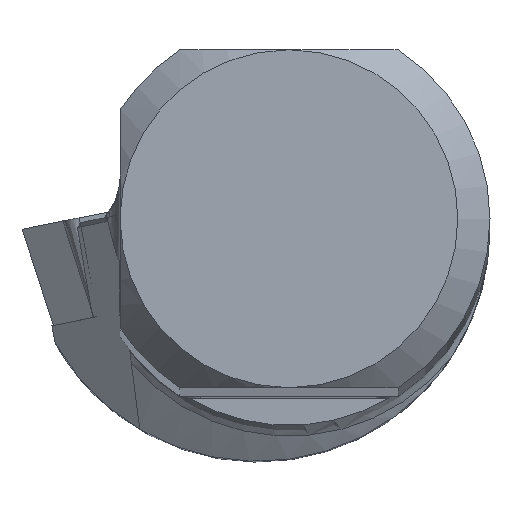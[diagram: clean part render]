
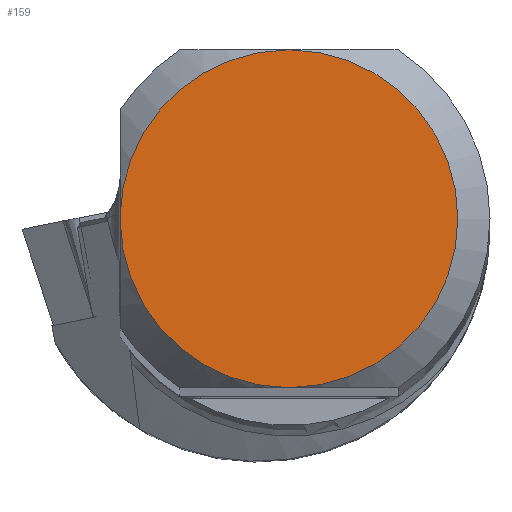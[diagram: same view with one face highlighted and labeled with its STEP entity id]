
A CAD part, top view. The second image highlights one B-rep face of the part: STEP entity #159.
In plain terms, the highlighted planar face has unit normal (0, 0, 1).
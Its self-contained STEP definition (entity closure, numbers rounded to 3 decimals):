
#104=CIRCLE('',#1099,4.001);
#107=CIRCLE('',#1104,4.001);
#108=CIRCLE('',#1106,4.001);
#159=ADVANCED_FACE('',(#247),#194,.F.);
#194=PLANE('',#1107);
#247=FACE_OUTER_BOUND('',#302,.T.);
#302=EDGE_LOOP('',(#600,#601,#602,#603,#604,#605));
#600=ORIENTED_EDGE('',*,*,#868,.F.);
#601=ORIENTED_EDGE('',*,*,#869,.T.);
#602=ORIENTED_EDGE('',*,*,#870,.F.);
#603=ORIENTED_EDGE('',*,*,#859,.T.);
#604=ORIENTED_EDGE('',*,*,#871,.F.);
#605=ORIENTED_EDGE('',*,*,#866,.T.);
#721=VERTEX_POINT('',#1931);
#722=VERTEX_POINT('',#1933);
#727=VERTEX_POINT('',#1955);
#728=VERTEX_POINT('',#1957);
#729=VERTEX_POINT('',#1967);
#730=VERTEX_POINT('',#1969);
#859=EDGE_CURVE('',#722,#721,#104,.T.);
#866=EDGE_CURVE('',#728,#727,#107,.T.);
#868=EDGE_CURVE('',#729,#727,#948,.T.);
#869=EDGE_CURVE('',#729,#730,#108,.T.);
#870=EDGE_CURVE('',#722,#730,#949,.T.);
#871=EDGE_CURVE('',#728,#721,#950,.T.);
#948=LINE('',#1966,#1023);
#949=LINE('',#1970,#1024);
#950=LINE('',#1971,#1025);
#1023=VECTOR('',#1333,1.);
#1024=VECTOR('',#1336,1.);
#1025=VECTOR('',#1337,1.);
#1099=AXIS2_PLACEMENT_3D('',#1932,#1317,#1318);
#1104=AXIS2_PLACEMENT_3D('',#1956,#1329,#1330);
#1106=AXIS2_PLACEMENT_3D('',#1968,#1334,#1335);
#1107=AXIS2_PLACEMENT_3D('',#1972,#1338,#1339);
#1317=DIRECTION('',(0.,0.,1.));
#1318=DIRECTION('',(1.,0.,0.));
#1329=DIRECTION('',(0.,0.,1.));
#1330=DIRECTION('',(1.,0.,0.));
#1333=DIRECTION('',(-1.,0.,0.));
#1334=DIRECTION('',(0.,0.,1.));
#1335=DIRECTION('',(1.,0.,0.));
#1336=DIRECTION('',(1.,0.,0.));
#1337=DIRECTION('',(0.,1.,0.));
#1338=DIRECTION('',(0.,0.,-1.));
#1339=DIRECTION('',(-1.,0.,0.));
#1931=CARTESIAN_POINT('',(-4.,0.063,116.8));
#1932=CARTESIAN_POINT('',(0.,0.,116.8));
#1933=CARTESIAN_POINT('',(-0.063,4.,116.8));
#1955=CARTESIAN_POINT('',(-0.063,-4.,116.8));
#1956=CARTESIAN_POINT('',(0.,0.,116.8));
#1957=CARTESIAN_POINT('',(-4.,-0.063,116.8));
#1966=CARTESIAN_POINT('',(11.1,-4.,116.8));
#1967=CARTESIAN_POINT('',(0.063,-4.,116.8));
#1968=CARTESIAN_POINT('',(0.,0.,116.8));
#1969=CARTESIAN_POINT('',(0.063,4.,116.8));
#1970=CARTESIAN_POINT('',(-4.,4.,116.8));
#1971=CARTESIAN_POINT('',(-4.,-4.,116.8));
#1972=CARTESIAN_POINT('',(-4.,0.,116.8));
